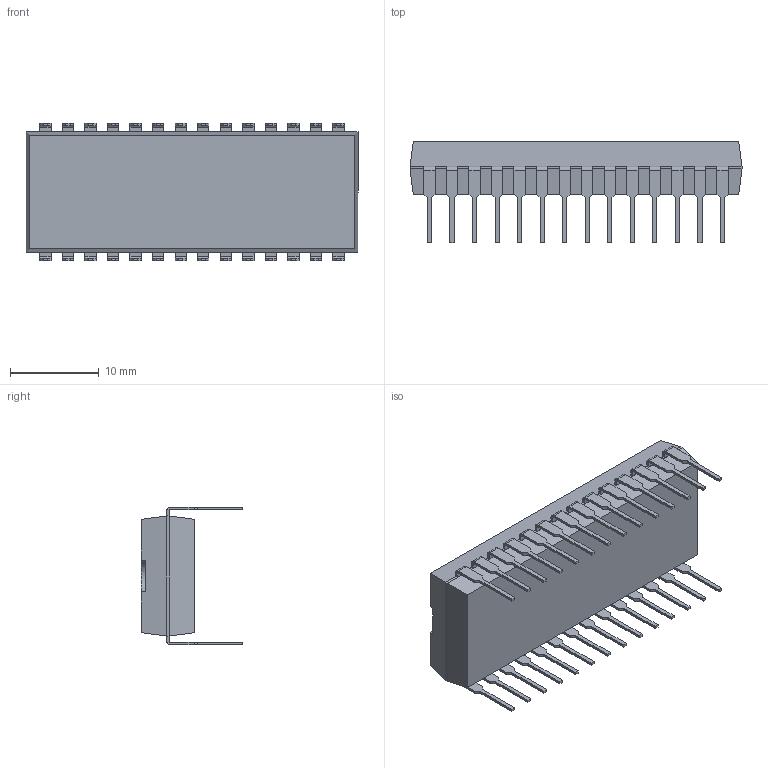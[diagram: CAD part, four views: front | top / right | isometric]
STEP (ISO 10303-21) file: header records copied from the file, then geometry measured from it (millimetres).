
FILE_DESCRIPTION (( 'STEP AP214' ), '1' );
FILE_NAME ('IR2130.STEP', '2020-07-05T05:46:06', ( '' ), ( '' ), 'SwSTEP 2.0', 'SolidWorks 2017', '' );
FILE_SCHEMA (( 'AUTOMOTIVE_DESIGN' ));
Length unit declared in the file: inch
Products named in the file (1): IR2130
Bounding box: 37.4 x 11.43 x 15.53 mm (x, y, z)
Volume: 2969.4 mm3; surface area: 2120.7 mm2
Topology: 29 solids, 29 shells, 466 faces, 1216 edges, 808 vertices
Faces by surface type: plane 409, cylinder 57
Entity records: 14438 total; most frequent: CARTESIAN_POINT 2491, ORIENTED_EDGE 2432, DIRECTION 2264, EDGE_CURVE 1216, LINE 1102, VECTOR 1102, VERTEX_POINT 808, AXIS2_PLACEMENT_3D 581
